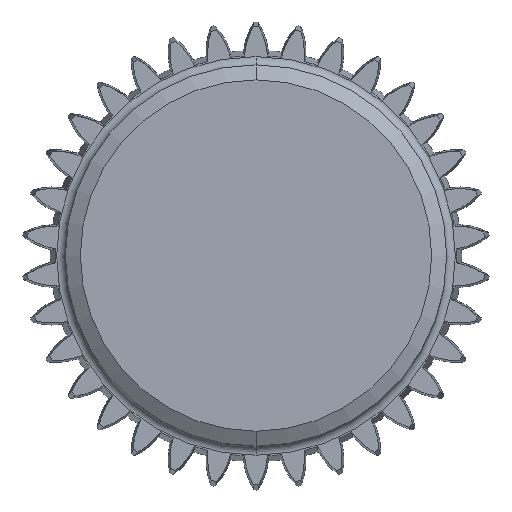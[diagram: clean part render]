
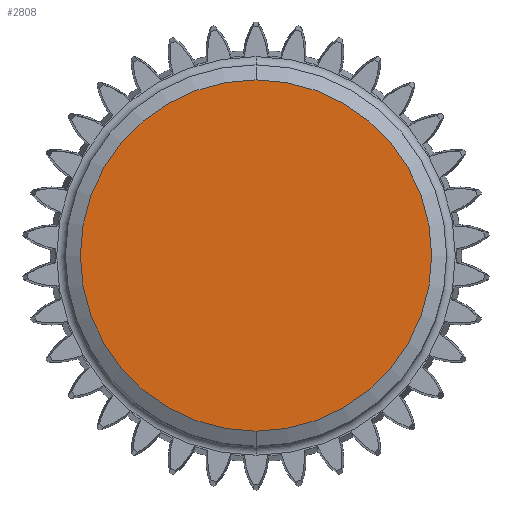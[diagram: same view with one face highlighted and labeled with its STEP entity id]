
A CAD part, top view. The second image highlights one B-rep face of the part: STEP entity #2808.
In plain terms, the highlighted planar face has unit normal (0, 0, 1).
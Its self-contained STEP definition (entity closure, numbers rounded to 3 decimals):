
#11=CARTESIAN_POINT('',(0.,0.,30.));
#12=DIRECTION('',(0.,0.,1.));
#13=DIRECTION('',(0.,1.,0.));
#14=AXIS2_PLACEMENT_3D('',#11,#12,#13);
#29=CARTESIAN_POINT('',(0.,0.,30.));
#30=DIRECTION('',(0.,0.,-1.));
#31=DIRECTION('',(0.,1.,0.));
#32=AXIS2_PLACEMENT_3D('',#29,#30,#31);
#2721=CARTESIAN_POINT('',(0.,20.268,30.));
#2722=CARTESIAN_POINT('',(0.,-20.268,30.));
#2723=VERTEX_POINT('',#2721);
#2724=VERTEX_POINT('',#2722);
#2798=CARTESIAN_POINT('',(0.,0.,30.));
#2799=DIRECTION('',(0.,0.,-1.));
#2800=DIRECTION('',(0.,-1.,0.));
#2801=AXIS2_PLACEMENT_3D('',#2798,#2799,#2800);
#2802=PLANE('',#2801);
#2803=ORIENTED_EDGE('',*,*,#2788,.F.);
#2805=ORIENTED_EDGE('',*,*,#2804,.T.);
#2806=EDGE_LOOP('',(#2803,#2805));
#2807=FACE_OUTER_BOUND('',#2806,.F.);
#2808=ADVANCED_FACE('',(#2807),#2802,.F.);
#15=CIRCLE('',#14,20.268);
#33=CIRCLE('',#32,20.268);
#2788=EDGE_CURVE('',#2723,#2724,#15,.T.);
#2804=EDGE_CURVE('',#2723,#2724,#33,.T.);
